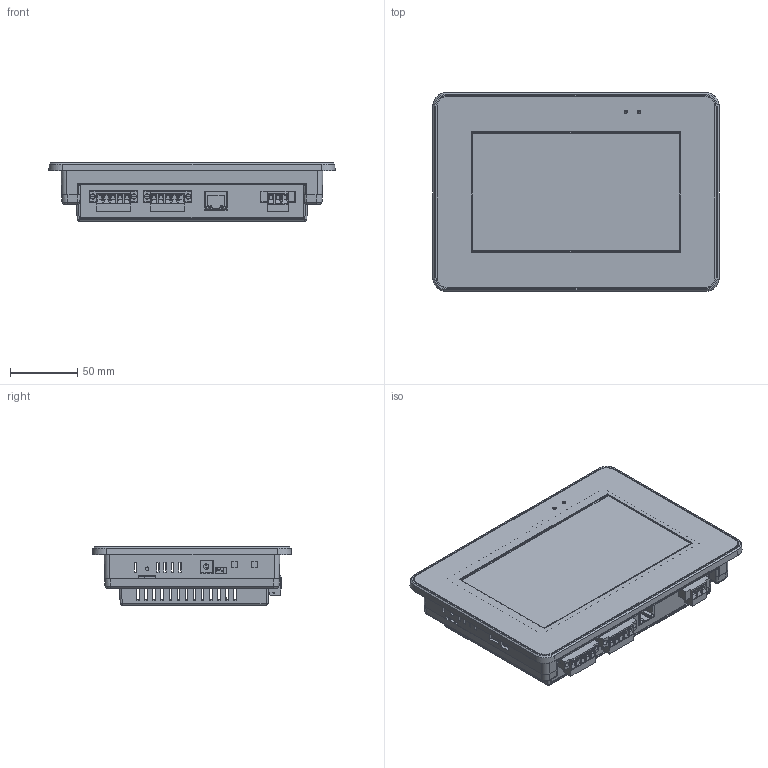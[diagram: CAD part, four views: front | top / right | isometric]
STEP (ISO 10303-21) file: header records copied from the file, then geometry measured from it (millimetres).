
FILE_DESCRIPTION (( 'STEP AP203' ), '1' );
FILE_NAME ('VPD-173N.STEP', '2020-09-17T05:09:04', ( 'Windows 使用者' ), ( '' ), 'SwSTEP 2.0', 'SolidWorks 2019', '' );
FILE_SCHEMA (( 'CONFIG_CONTROL_DESIGN' ));
Length unit declared in the file: millimetre
Products named in the file (24): SV-3330 wall mount鋁板; tpd-7.0-04.sldasm-Part-18; 2DSD009_RV3-16RB-B; HDK632R-ST; MC101-50805; VPD-173N; tpd-7.0-04.sldasm-Part-4; MC101-50805_90D; VPD-173N_檔片; ME050-50805; tpd-7.0-04.sldasm-Part-17; tpd-7.0-04.sldasm-Part-11; tpd-7.0-04.sldasm-Part-2; 7 吋觸控玻璃; VPD-173N_PCB; 平頭螺絲M3x5; tpd-7.0-04.sldasm-Part-9; DC-PowerPin(5.08)-3pin法蘭; MC100-50803有法蘭; 7吋觸控組件; SV-2201-CE7_前蓋; 4SIV1A0000065_20130319
Assembly tree (30 placements, depth 4):
  VPD-173N
    VPD-173N_PCB
      tpd-7.0-04.sldasm-Part-4
      VPD-173N_PCB
      DC-PowerPin(5.08)-3pin法蘭
      MC100-50803有法蘭
      MC101-50805_90D
        ME050-50805
        MC101-50805
      MC101-50805_90D
        ME050-50805
        MC101-50805
      HDK632R-ST
      2DSD009_RV3-16RB-B
    7吋觸控組件
      tpd-7.0-04.sldasm-Part-2
      7 吋觸控玻璃
    tpd-7.0-04.sldasm-Part-9
    SV-2201-CE7_前蓋
    tpd-7.0-04.sldasm-Part-11
    tpd-7.0-04.sldasm-Part-17
    tpd-7.0-04.sldasm-Part-18
    SV-3330 wall mount鋁板
    4SIV1A0000065_20130319
    VPD-173N_檔片
    平頭螺絲M3x5  x6
Bounding box: 213 x 148 x 43.5 mm (x, y, z)
Volume: 375411 mm3; surface area: 385257.1 mm2
Topology: 27 solids, 27 shells, 2584 faces, 6726 edges, 4327 vertices
Faces by surface type: plane 1901, cylinder 557, cone 50, torus 30, bspline 28, sphere 18
Entity records: 67016 total; most frequent: CARTESIAN_POINT 12415, ORIENTED_EDGE 10878, DIRECTION 10378, EDGE_CURVE 5439, LINE 4358, VECTOR 4358, VERTEX_POINT 3519, AXIS2_PLACEMENT_3D 3010
